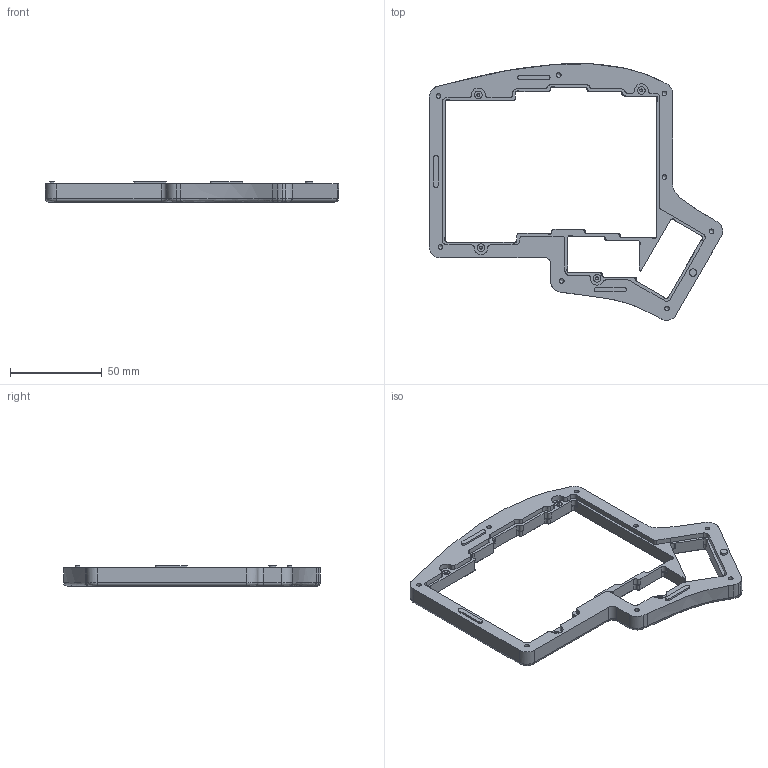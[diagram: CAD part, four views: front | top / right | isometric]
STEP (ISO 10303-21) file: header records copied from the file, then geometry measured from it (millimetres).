
FILE_DESCRIPTION(/* description */ (''),/* implementation_level */ '2;1');
FILE_NAME(/* name */ 'Top Right Rev3.step',/* time_stamp */ '2022-05-31T10:53:08-04:00',/* author */ (''),/* organization */ (''),/* preprocessor_version */ 'ST-DEVELOPER v19',/* originating_system */ 'Autodesk Translation Framework v11.7.0.108',/* authorisation */ '');
FILE_SCHEMA (('AUTOMOTIVE_DESIGN { 1 0 10303 214 3 1 1 }'));
Length unit declared in the file: millimetre
Products named in the file (1): Top (1)
Bounding box: 159.45 x 139.61 x 11.1 mm (x, y, z)
Volume: 51591.2 mm3; surface area: 22327.2 mm2
Topology: 1 solids, 1 shells, 344 faces, 878 edges, 543 vertices
Faces by surface type: cylinder 140, plane 136, cone 45, bspline 22, torus 1
Full cylindrical faces by diameter (mm): 1.623 x4, 2.529 x8, 4 x1, 4.125 x4
Entity records: 10887 total; most frequent: CARTESIAN_POINT 2473, DIRECTION 1791, ORIENTED_EDGE 1728, EDGE_CURVE 864, AXIS2_PLACEMENT_3D 637, VERTEX_POINT 543, LINE 517, VECTOR 517
